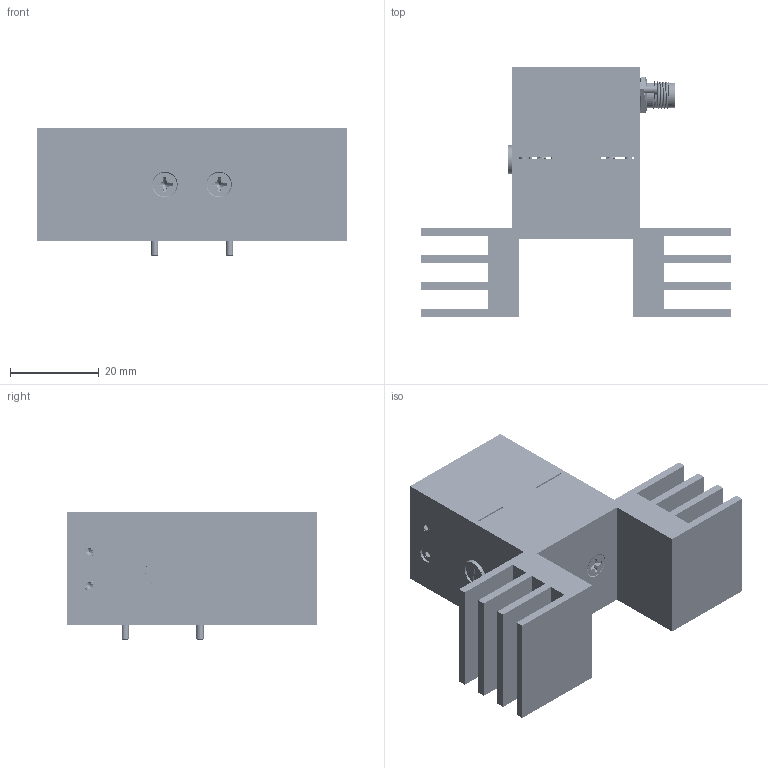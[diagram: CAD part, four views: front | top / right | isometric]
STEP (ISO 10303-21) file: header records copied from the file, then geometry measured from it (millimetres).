
FILE_DESCRIPTION (( 'STEP AP203' ), '1' );
FILE_NAME ('SOV-49305210-19-G1.STEP', '2019-04-05T17:46:29', ( '' ), ( '' ), 'SwSTEP 2.0', 'SolidWorks 2016', '' );
FILE_SCHEMA (( 'CONFIG_CONTROL_DESIGN' ));
Products named in the file (1): SOV-49305210-19-G1
Bounding box: 69.85 x 56.26 x 28.77 mm (x, y, z)
Volume: 37374.8 mm3; surface area: 25390.2 mm2
Topology: 28 solids, 29 shells, 1837 faces, 4987 edges, 3184 vertices
Faces by surface type: cylinder 1148, plane 336, cone 323, bspline 30
Entity records: 83735 total; most frequent: CARTESIAN_POINT 43412, ORIENTED_EDGE 9802, DIRECTION 7150, EDGE_CURVE 4901, VERTEX_POINT 3184, AXIS2_PLACEMENT_3D 2613, EDGE_LOOP 1933, VECTOR 1924
